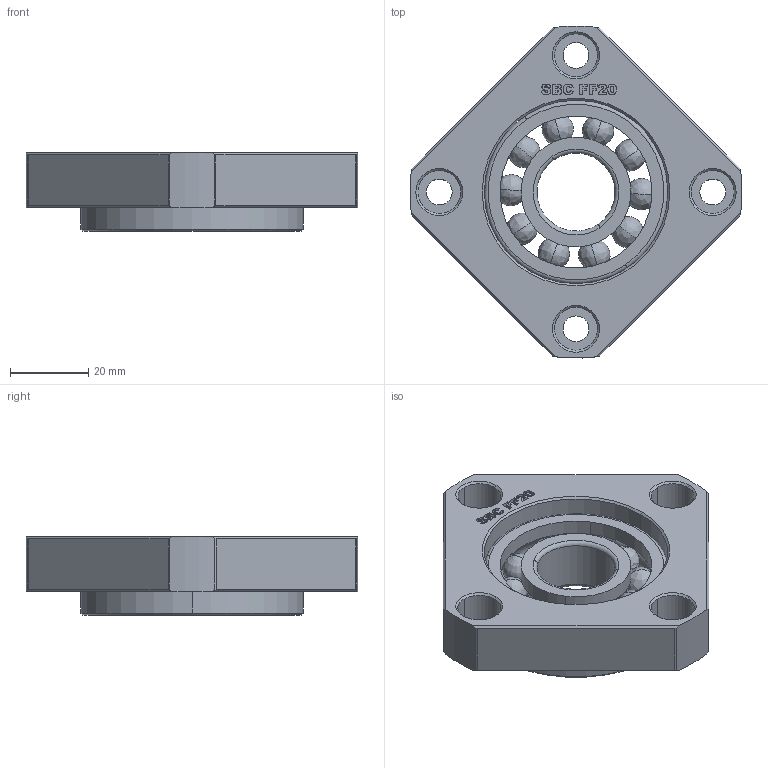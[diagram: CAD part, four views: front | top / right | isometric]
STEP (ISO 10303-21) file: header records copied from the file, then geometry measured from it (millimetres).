
FILE_DESCRIPTION (( 'STEP AP203' ), '1' );
FILE_NAME ('FF 20.STEP', '2014-10-22T05:47:06', ( 'star' ), ( '' ), 'SwSTEP 2.0', 'SolidWorks 2013', '' );
FILE_SCHEMA (( 'CONFIG_CONTROL_DESIGN' ));
Length unit declared in the file: millimetre
Products named in the file (3): #6204(40X47X14); FF 20
Assembly tree (2 placements, depth 2):
  FF 20
    #6204(40X47X14)
    FF 20
Bounding box: 84.93 x 84.96 x 20 mm (x, y, z)
Volume: 52394.5 mm3; surface area: 23926.6 mm2
Topology: 2 solids, 2 shells, 218 faces, 665 edges, 418 vertices
Faces by surface type: bspline 79, plane 78, cylinder 37, cone 14, torus 10
Entity records: 14308 total; most frequent: CARTESIAN_POINT 8703, ORIENTED_EDGE 1250, DIRECTION 897, EDGE_CURVE 625, VERTEX_POINT 418, AXIS2_PLACEMENT_3D 318, VECTOR 261, LINE 261
